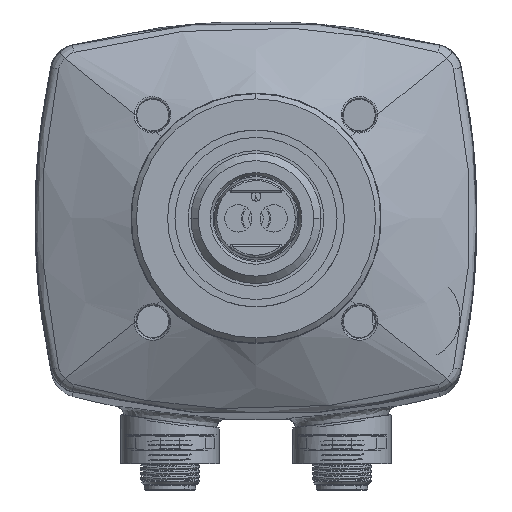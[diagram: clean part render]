
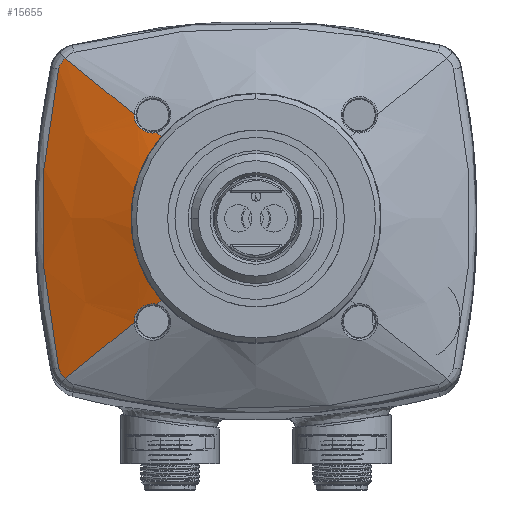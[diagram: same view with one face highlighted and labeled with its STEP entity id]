
A CAD part, front view. The second image highlights one B-rep face of the part: STEP entity #15655.
In plain terms, the highlighted free-form (B-spline) face has degree [3, 3] with [7, 4] control points.
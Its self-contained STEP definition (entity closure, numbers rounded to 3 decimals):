
#2768=DIRECTION('',(-0.735,0.322,0.596));
#2769=VECTOR('',#2768,19.036);
#2770=CARTESIAN_POINT('',(-24.791,306.923,21.186));
#2771=LINE('',#2770,#2769);
#2838=DIRECTION('',(-0.735,0.322,0.596));
#2839=VECTOR('',#2838,1.32);
#2840=CARTESIAN_POINT('',(-19.267,304.5,16.704));
#2841=LINE('',#2840,#2839);
#2865=CARTESIAN_POINT('',(-24.799,306.908,
-21.085));
#2866=CARTESIAN_POINT('',(-24.799,306.91,
-21.097));
#2867=CARTESIAN_POINT('',(-24.798,306.914,
-21.119));
#2868=CARTESIAN_POINT('',(-24.8,306.92,
-21.156));
#2869=CARTESIAN_POINT('',(-24.794,306.923,
-21.176));
#2870=CARTESIAN_POINT('',(-24.791,306.923,
-21.186));
#2872=DIRECTION('',(-0.735,0.322,-0.596));
#2873=VECTOR('',#2872,19.036);
#2874=CARTESIAN_POINT('',(-24.791,306.923,
-21.186));
#2875=LINE('',#2874,#2873);
#2876=CARTESIAN_POINT('',(-38.785,313.062,
-32.539));
#2877=CARTESIAN_POINT('',(-38.979,313.119,
-32.403));
#2878=CARTESIAN_POINT('',(-39.341,313.222,
-32.092));
#2879=CARTESIAN_POINT('',(-39.777,313.332,
-31.53));
#2880=CARTESIAN_POINT('',(-40.063,313.388,
-30.955));
#2881=CARTESIAN_POINT('',(-40.177,313.398,
-30.571));
#2882=CARTESIAN_POINT('',(-40.213,313.397,
-30.407));
#2884=CARTESIAN_POINT('',(-40.213,313.397,
-30.407));
#2885=CARTESIAN_POINT('',(-41.085,313.382,
-26.441));
#2886=CARTESIAN_POINT('',(-42.508,313.358,
-18.389));
#2887=CARTESIAN_POINT('',(-43.593,313.34,
-6.168));
#2888=CARTESIAN_POINT('',(-43.594,313.34,6.146));
#2889=CARTESIAN_POINT('',(-42.51,313.358,18.374));
#2890=CARTESIAN_POINT('',(-41.087,313.382,26.434));
#2891=CARTESIAN_POINT('',(-40.213,313.397,30.407));
#2893=CARTESIAN_POINT('',(-40.213,313.397,30.407));
#2894=CARTESIAN_POINT('',(-40.176,313.398,30.575));
#2895=CARTESIAN_POINT('',(-40.06,313.388,30.963));
#2896=CARTESIAN_POINT('',(-39.771,313.331,31.54));
#2897=CARTESIAN_POINT('',(-39.335,313.22,32.097));
#2898=CARTESIAN_POINT('',(-38.975,313.118,32.405));
#2899=CARTESIAN_POINT('',(-38.785,313.062,32.539));
#2901=CARTESIAN_POINT('',(-24.791,306.923,21.186));
#2902=CARTESIAN_POINT('',(-24.792,306.922,21.175));
#2903=CARTESIAN_POINT('',(-24.793,306.918,21.153));
#2904=CARTESIAN_POINT('',(-24.797,306.913,21.118));
#2905=CARTESIAN_POINT('',(-24.798,306.91,21.096));
#2906=CARTESIAN_POINT('',(-24.799,306.908,21.085));
#2908=CARTESIAN_POINT('',(-24.799,306.908,21.085));
#2909=CARTESIAN_POINT('',(-24.809,306.85,20.734));
#2910=CARTESIAN_POINT('',(-24.713,306.702,20.044));
#2911=CARTESIAN_POINT('',(-24.189,306.344,18.924));
#2912=CARTESIAN_POINT('',(-23.422,305.963,18.13));
#2913=CARTESIAN_POINT('',(-22.396,305.541,17.542));
#2914=CARTESIAN_POINT('',(-21.18,305.148,17.338));
#2915=CARTESIAN_POINT('',(-20.541,304.988,17.404));
#2916=CARTESIAN_POINT('',(-20.237,304.926,17.492));
#2918=CARTESIAN_POINT('',(0.,304.5,0.));
#2919=DIRECTION('',(0.,-1.,0.));
#2920=DIRECTION('',(-0.756,0.,0.655));
#2921=AXIS2_PLACEMENT_3D('',#2918,#2919,#2920);
#2923=DIRECTION('',(-0.735,0.322,-0.596));
#2924=VECTOR('',#2923,1.32);
#2925=CARTESIAN_POINT('',(-19.267,304.5,
-16.704));
#2926=LINE('',#2925,#2924);
#2940=CARTESIAN_POINT('',(-24.799,306.908,
-21.085));
#2941=CARTESIAN_POINT('',(-24.8,306.846,
-20.72));
#2942=CARTESIAN_POINT('',(-24.698,306.688,
-19.986));
#2943=CARTESIAN_POINT('',(-24.194,306.349,
-18.945));
#2944=CARTESIAN_POINT('',(-23.457,305.979,
-18.158));
#2945=CARTESIAN_POINT('',(-22.45,305.563,
-17.57));
#2946=CARTESIAN_POINT('',(-21.301,305.182,
-17.334));
#2947=CARTESIAN_POINT('',(-20.578,304.998,
-17.408));
#2948=CARTESIAN_POINT('',(-20.237,304.926,
-17.492));
#10517=CARTESIAN_POINT('',(-24.791,306.923,
21.186));
#10518=CARTESIAN_POINT('',(-38.785,313.062,
32.539));
#10519=VERTEX_POINT('',#10517);
#10520=VERTEX_POINT('',#10518);
#10525=CARTESIAN_POINT('',(-19.267,304.5,
16.704));
#10526=VERTEX_POINT('',#10525);
#10527=CARTESIAN_POINT('',(-20.237,304.926,
17.492));
#10528=VERTEX_POINT('',#10527);
#10530=VERTEX_POINT('',#2940);
#10531=VERTEX_POINT('',#2948);
#10532=VERTEX_POINT('',#2870);
#10533=CARTESIAN_POINT('',(-38.785,313.062,
-32.539));
#10534=VERTEX_POINT('',#10533);
#10535=VERTEX_POINT('',#2882);
#10536=VERTEX_POINT('',#2891);
#10537=VERTEX_POINT('',#2906);
#10538=CARTESIAN_POINT('',(-19.267,304.5,
-16.704));
#10539=VERTEX_POINT('',#10538);
#15602=CARTESIAN_POINT('',(-39.625,313.575,
-34.801));
#15603=CARTESIAN_POINT('',(-32.541,310.491,
-28.834));
#15604=CARTESIAN_POINT('',(-25.457,307.406,
-22.868));
#15605=CARTESIAN_POINT('',(-18.373,304.322,
-16.901));
#15606=CARTESIAN_POINT('',(-39.737,313.575,
-34.364));
#15607=CARTESIAN_POINT('',(-32.671,310.491,
-28.485));
#15608=CARTESIAN_POINT('',(-25.604,307.406,
-22.607));
#15609=CARTESIAN_POINT('',(-18.538,304.322,
-16.728));
#15610=CARTESIAN_POINT('',(-42.602,313.575,
-22.996));
#15611=CARTESIAN_POINT('',(-35.989,310.491,
-19.386));
#15612=CARTESIAN_POINT('',(-29.375,307.406,
-15.775));
#15613=CARTESIAN_POINT('',(-22.762,304.322,
-12.165));
#15614=CARTESIAN_POINT('',(-45.399,313.575,
0.));
#15615=CARTESIAN_POINT('',(-39.405,310.491,
0.));
#15616=CARTESIAN_POINT('',(-33.41,307.406,
0.));
#15617=CARTESIAN_POINT('',(-27.416,304.322,
0.));
#15618=CARTESIAN_POINT('',(-42.602,313.575,
22.996));
#15619=CARTESIAN_POINT('',(-35.989,310.491,
19.386));
#15620=CARTESIAN_POINT('',(-29.375,307.406,
15.775));
#15621=CARTESIAN_POINT('',(-22.762,304.322,
12.165));
#15622=CARTESIAN_POINT('',(-39.737,313.575,
34.364));
#15623=CARTESIAN_POINT('',(-32.671,310.491,
28.485));
#15624=CARTESIAN_POINT('',(-25.604,307.406,
22.607));
#15625=CARTESIAN_POINT('',(-18.538,304.322,
16.728));
#15626=CARTESIAN_POINT('',(-39.625,313.575,
34.801));
#15627=CARTESIAN_POINT('',(-32.541,310.491,
28.834));
#15628=CARTESIAN_POINT('',(-25.457,307.406,
22.868));
#15629=CARTESIAN_POINT('',(-18.373,304.322,
16.901));
#15630=B_SPLINE_SURFACE_WITH_KNOTS('',3,3,((#15602,#15603,#15604,#15605),
(#15606,#15607,#15608,#15609),(#15610,#15611,#15612,#15613),(#15614,#15615,
#15616,#15617),(#15618,#15619,#15620,#15621),(#15622,#15623,#15624,#15625),(
#15626,#15627,#15628,#15629)),.UNSPECIFIED.,.F.,.F.,.F.,(4,1,1,1,4),(4,4),(
-0.02,0.,0.5,1.,1.02),(0.,
1.),.UNSPECIFIED.);
#15632=ORIENTED_EDGE('',*,*,#15631,.F.);
#15634=ORIENTED_EDGE('',*,*,#15633,.T.);
#15636=ORIENTED_EDGE('',*,*,#15635,.T.);
#15638=ORIENTED_EDGE('',*,*,#15637,.T.);
#15640=ORIENTED_EDGE('',*,*,#15639,.T.);
#15642=ORIENTED_EDGE('',*,*,#15641,.T.);
#15643=ORIENTED_EDGE('',*,*,#15570,.F.);
#15645=ORIENTED_EDGE('',*,*,#15644,.T.);
#15647=ORIENTED_EDGE('',*,*,#15646,.T.);
#15648=ORIENTED_EDGE('',*,*,#15593,.F.);
#15650=ORIENTED_EDGE('',*,*,#15649,.T.);
#15652=ORIENTED_EDGE('',*,*,#15651,.T.);
#15653=EDGE_LOOP('',(#15632,#15634,#15636,#15638,#15640,#15642,#15643,#15645,
#15647,#15648,#15650,#15652));
#15654=FACE_OUTER_BOUND('',#15653,.F.);
#15655=ADVANCED_FACE('',(#15654),#15630,.F.);
#2871=B_SPLINE_CURVE_WITH_KNOTS('',3,(#2865,#2866,#2867,#2868,#2869,#2870),
.UNSPECIFIED.,.F.,.F.,(4,1,1,4),(0.,0.333,0.667,1.),
.UNSPECIFIED.);
#2883=B_SPLINE_CURVE_WITH_KNOTS('',3,(#2876,#2877,#2878,#2879,#2880,#2881,
#2882),.UNSPECIFIED.,.F.,.F.,(4,1,1,1,4),(0.,0.272,
0.544,0.808,1.),.UNSPECIFIED.);
#2892=B_SPLINE_CURVE_WITH_KNOTS('',3,(#2884,#2885,#2886,#2887,#2888,#2889,#2890,
#2891),.UNSPECIFIED.,.F.,.F.,(4,1,1,1,1,4),(0.,0.199,
0.4,0.6,0.801,1.),.UNSPECIFIED.);
#2900=B_SPLINE_CURVE_WITH_KNOTS('',3,(#2893,#2894,#2895,#2896,#2897,#2898,
#2899),.UNSPECIFIED.,.F.,.F.,(4,1,1,1,4),(0.,0.196,
0.46,0.732,1.),.UNSPECIFIED.);
#2907=B_SPLINE_CURVE_WITH_KNOTS('',3,(#2901,#2902,#2903,#2904,#2905,#2906),
.UNSPECIFIED.,.F.,.F.,(4,1,1,4),(0.,0.333,0.667,1.),
.UNSPECIFIED.);
#2917=B_SPLINE_CURVE_WITH_KNOTS('',3,(#2908,#2909,#2910,#2911,#2912,#2913,#2914,
#2915,#2916),.UNSPECIFIED.,.F.,.F.,(4,1,1,1,1,1,4),(0.,0.167,
0.333,0.5,0.667,0.833,1.),
.UNSPECIFIED.);
#2922=CIRCLE('',#2921,25.5);
#2949=B_SPLINE_CURVE_WITH_KNOTS('',3,(#2940,#2941,#2942,#2943,#2944,#2945,#2946,
#2947,#2948),.UNSPECIFIED.,.F.,.F.,(4,1,1,1,1,1,4),(0.,0.167,
0.333,0.5,0.667,0.833,1.),
.UNSPECIFIED.);
#15570=EDGE_CURVE('',#10519,#10520,#2771,.T.);
#15593=EDGE_CURVE('',#10526,#10528,#2841,.T.);
#15631=EDGE_CURVE('',#10530,#10531,#2949,.T.);
#15633=EDGE_CURVE('',#10530,#10532,#2871,.T.);
#15635=EDGE_CURVE('',#10532,#10534,#2875,.T.);
#15637=EDGE_CURVE('',#10534,#10535,#2883,.T.);
#15639=EDGE_CURVE('',#10535,#10536,#2892,.T.);
#15641=EDGE_CURVE('',#10536,#10520,#2900,.T.);
#15644=EDGE_CURVE('',#10519,#10537,#2907,.T.);
#15646=EDGE_CURVE('',#10537,#10528,#2917,.T.);
#15649=EDGE_CURVE('',#10526,#10539,#2922,.T.);
#15651=EDGE_CURVE('',#10539,#10531,#2926,.T.);
